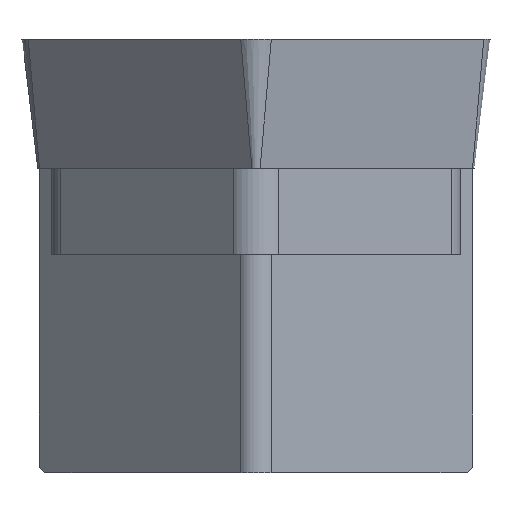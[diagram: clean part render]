
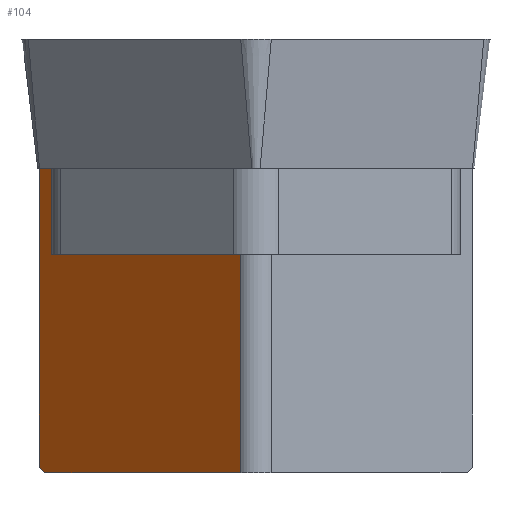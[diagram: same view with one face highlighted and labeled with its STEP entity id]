
A CAD part, left-side view. The second image highlights one B-rep face of the part: STEP entity #104.
In plain terms, the highlighted planar face has unit normal (-0.707, 0.707, 0).
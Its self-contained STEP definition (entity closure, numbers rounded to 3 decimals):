
#70=PLANE('',#778);
#104=ADVANCED_FACE('',(#149),#70,.F.);
#149=FACE_OUTER_BOUND('',#190,.T.);
#190=EDGE_LOOP('',(#480,#481,#482,#483,#484,#485,#486,#487));
#208=LINE('',#1010,#291);
#218=LINE('',#1034,#301);
#228=LINE('',#1055,#311);
#230=LINE('',#1058,#313);
#256=LINE('',#1108,#339);
#264=LINE('',#1130,#347);
#265=LINE('',#1132,#348);
#266=LINE('',#1134,#349);
#291=VECTOR('',#811,1.);
#301=VECTOR('',#827,1.);
#311=VECTOR('',#841,1.);
#313=VECTOR('',#845,1.);
#339=VECTOR('',#901,1.);
#347=VECTOR('',#919,1.);
#348=VECTOR('',#922,1.);
#349=VECTOR('',#923,1.);
#480=ORIENTED_EDGE('',*,*,#696,.F.);
#481=ORIENTED_EDGE('',*,*,#697,.T.);
#482=ORIENTED_EDGE('',*,*,#684,.F.);
#483=ORIENTED_EDGE('',*,*,#695,.F.);
#484=ORIENTED_EDGE('',*,*,#646,.F.);
#485=ORIENTED_EDGE('',*,*,#656,.F.);
#486=ORIENTED_EDGE('',*,*,#658,.F.);
#487=ORIENTED_EDGE('',*,*,#635,.T.);
#572=VERTEX_POINT('',#1008);
#574=VERTEX_POINT('',#1011);
#584=VERTEX_POINT('',#1033);
#585=VERTEX_POINT('',#1035);
#592=VERTEX_POINT('',#1053);
#603=VERTEX_POINT('',#1109);
#604=VERTEX_POINT('',#1110);
#612=VERTEX_POINT('',#1133);
#635=EDGE_CURVE('',#574,#572,#208,.T.);
#646=EDGE_CURVE('',#584,#585,#218,.T.);
#656=EDGE_CURVE('',#592,#584,#228,.T.);
#658=EDGE_CURVE('',#574,#592,#230,.T.);
#684=EDGE_CURVE('',#603,#604,#256,.T.);
#695=EDGE_CURVE('',#585,#603,#264,.T.);
#696=EDGE_CURVE('',#612,#572,#265,.T.);
#697=EDGE_CURVE('',#612,#604,#266,.T.);
#778=AXIS2_PLACEMENT_3D('',#1135,#924,#925);
#811=DIRECTION('',(0.,0.,1.));
#827=DIRECTION('',(0.,0.,1.));
#841=DIRECTION('',(0.577,0.577,0.577));
#845=DIRECTION('',(0.707,0.707,0.));
#901=DIRECTION('',(-0.707,-0.707,0.));
#919=DIRECTION('',(-0.086,-0.086,-0.993));
#922=DIRECTION('',(-0.707,-0.707,0.));
#923=DIRECTION('',(0.,0.,1.));
#924=DIRECTION('',(0.707,-0.707,0.));
#925=DIRECTION('',(0.707,0.707,0.));
#1008=CARTESIAN_POINT('',(2.168,8.566,-7.94));
#1010=CARTESIAN_POINT('',(2.168,8.566,1.76));
#1011=CARTESIAN_POINT('',(2.168,8.566,-16.));
#1033=CARTESIAN_POINT('',(9.602,16.,-15.8));
#1034=CARTESIAN_POINT('',(9.602,16.,1.76));
#1035=CARTESIAN_POINT('',(9.602,16.,-2.064));
#1053=CARTESIAN_POINT('',(9.402,15.8,-16.));
#1055=CARTESIAN_POINT('',(16.599,22.997,-8.803));
#1058=CARTESIAN_POINT('',(11.318,17.716,-16.));
#1108=CARTESIAN_POINT('',(11.318,17.716,-4.76));
#1109=CARTESIAN_POINT('',(9.368,15.766,-4.76));
#1110=CARTESIAN_POINT('',(9.142,15.54,-4.76));
#1130=CARTESIAN_POINT('',(9.955,16.353,1.997));
#1132=CARTESIAN_POINT('',(11.318,17.716,-7.94));
#1133=CARTESIAN_POINT('',(9.142,15.54,-7.94));
#1134=CARTESIAN_POINT('',(9.142,15.54,-4.76));
#1135=CARTESIAN_POINT('',(11.318,17.716,1.76));
